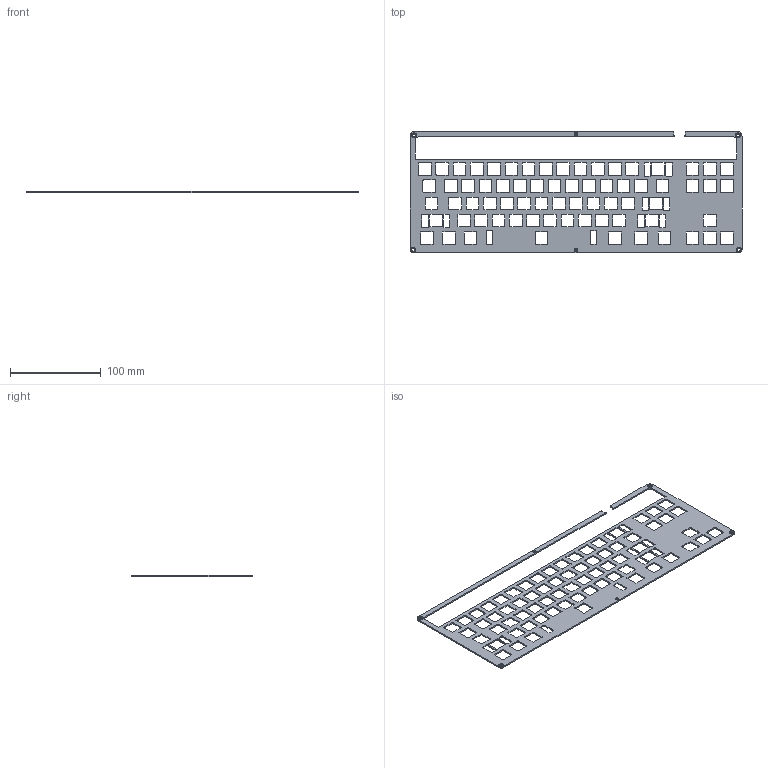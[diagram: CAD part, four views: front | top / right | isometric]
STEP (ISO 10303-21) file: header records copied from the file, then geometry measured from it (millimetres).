
FILE_DESCRIPTION(('KiCad electronic assembly'),'2;1');
FILE_NAME('plate.step','2025-03-11T22:43:10',('Pcbnew'),('Kicad'), 'Open CASCADE STEP processor 7.8','KiCad to STEP converter','Unknown' );
FILE_SCHEMA(('AUTOMOTIVE_DESIGN { 1 0 10303 214 1 1 1 1 }'));
Length unit declared in the file: millimetre
Products named in the file (3): plate 1; plate_pad; plate_PCB
Assembly tree (2 placements, depth 2):
  plate 1
    plate_pad
    plate_PCB
Bounding box: 366.23 x 134.31 x 1.59 mm (x, y, z)
Volume: 38417.6 mm3; surface area: 60568.9 mm2
Topology: 19 solids, 19 shells, 748 faces, 2130 edges, 1420 vertices
Faces by surface type: cylinder 374, plane 374
Full cylindrical faces by diameter (mm): 2.15 x6, 2.2 x4, 3.15 x12, 3.2 x8, 3.8 x4, 5.6 x8
Entity records: 25125 total; most frequent: DIRECTION 4380, CARTESIAN_POINT 4301, ORIENTED_EDGE 4260, EDGE_CURVE 2130, AXIS2_PLACEMENT_3D 1499, VERTEX_POINT 1420, LINE 1382, VECTOR 1382
